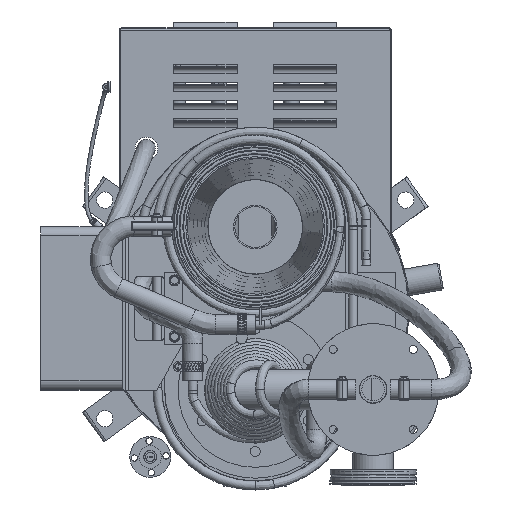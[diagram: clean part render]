
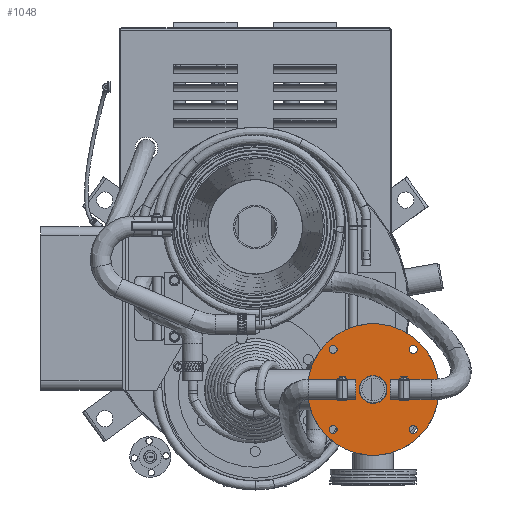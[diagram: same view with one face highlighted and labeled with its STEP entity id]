
A CAD part, top view. The second image highlights one B-rep face of the part: STEP entity #1048.
In plain terms, the highlighted planar face has unit normal (0, 0, 1).
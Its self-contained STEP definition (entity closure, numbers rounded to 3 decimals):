
#1048=ADVANCED_FACE('',(#37180,#37182,#37184,#37186,#37188,#37190),#37192,.F.);
#37180=FACE_BOUND('',#37181,.T.);
#37181=EDGE_LOOP('',(#44881));
#37182=FACE_BOUND('',#37183,.T.);
#37183=EDGE_LOOP('',(#44882));
#37184=FACE_BOUND('',#37185,.T.);
#37185=EDGE_LOOP('',(#44883));
#37186=FACE_BOUND('',#37187,.T.);
#37187=EDGE_LOOP('',(#44884));
#37188=FACE_BOUND('',#37189,.T.);
#37189=EDGE_LOOP('',(#44885));
#37190=FACE_BOUND('',#37191,.T.);
#37191=EDGE_LOOP('',(#44886));
#37192=PLANE('',#37193);
#37193=AXIS2_PLACEMENT_3D('',#37194,#37195,#37196);
#37194=CARTESIAN_POINT('',(130.,-90.,939.5));
#37195=DIRECTION('',(0.,0.,-1.));
#37196=DIRECTION('',(-0.707,0.707,0.));
#44881=ORIENTED_EDGE('',*,*,#49470,.F.);
#44882=ORIENTED_EDGE('',*,*,#49471,.T.);
#44883=ORIENTED_EDGE('',*,*,#49472,.T.);
#44884=ORIENTED_EDGE('',*,*,#49473,.T.);
#44885=ORIENTED_EDGE('',*,*,#49474,.T.);
#44886=ORIENTED_EDGE('',*,*,#49475,.T.);
#49470=EDGE_CURVE('',#56165,#56165,#56166,.T.);
#49471=EDGE_CURVE('',#56167,#56167,#56168,.T.);
#49472=EDGE_CURVE('',#56169,#56169,#56170,.T.);
#49473=EDGE_CURVE('',#56171,#56171,#56172,.T.);
#49474=EDGE_CURVE('',#56173,#56173,#56174,.T.);
#49475=EDGE_CURVE('',#56175,#56175,#56176,.T.);
#56165=VERTEX_POINT('',#107765);
#56166=CIRCLE('',#107766,72.5);
#56167=VERTEX_POINT('',#107770);
#56168=CIRCLE('',#107771,4.5);
#56169=VERTEX_POINT('',#107775);
#56170=CIRCLE('',#107776,4.5);
#56171=VERTEX_POINT('',#107780);
#56172=CIRCLE('',#107781,4.5);
#56173=VERTEX_POINT('',#107785);
#56174=CIRCLE('',#107786,15.25);
#56175=VERTEX_POINT('',#107790);
#56176=CIRCLE('',#107791,4.5);
#107765=CARTESIAN_POINT('',(78.735,-38.735,939.5));
#107766=AXIS2_PLACEMENT_3D('',#107767,#107768,#107769);
#107767=CARTESIAN_POINT('',(130.,-90.,939.5));
#107768=DIRECTION('',(0.,0.,-1.));
#107769=DIRECTION('',(-0.707,0.707,0.));
#107770=CARTESIAN_POINT('',(171.012,-131.012,939.5));
#107771=AXIS2_PLACEMENT_3D('',#107772,#107773,#107774);
#107772=CARTESIAN_POINT('',(174.194,-134.194,939.5));
#107773=DIRECTION('',(0.,0.,-1.));
#107774=DIRECTION('',(-0.707,0.707,0.));
#107775=CARTESIAN_POINT('',(88.988,-131.012,939.5));
#107776=AXIS2_PLACEMENT_3D('',#107777,#107778,#107779);
#107777=CARTESIAN_POINT('',(85.806,-134.194,939.5));
#107778=DIRECTION('',(0.,0.,-1.));
#107779=DIRECTION('',(0.707,0.707,0.));
#107780=CARTESIAN_POINT('',(88.988,-48.988,939.5));
#107781=AXIS2_PLACEMENT_3D('',#107782,#107783,#107784);
#107782=CARTESIAN_POINT('',(85.806,-45.806,939.5));
#107783=DIRECTION('',(0.,0.,-1.));
#107784=DIRECTION('',(0.707,-0.707,0.));
#107785=CARTESIAN_POINT('',(119.217,-100.783,939.5));
#107786=AXIS2_PLACEMENT_3D('',#107787,#107788,#107789);
#107787=CARTESIAN_POINT('',(130.,-90.,939.5));
#107788=DIRECTION('',(0.,0.,-1.));
#107789=DIRECTION('',(-0.707,-0.707,0.));
#107790=CARTESIAN_POINT('',(171.012,-48.988,939.5));
#107791=AXIS2_PLACEMENT_3D('',#107792,#107793,#107794);
#107792=CARTESIAN_POINT('',(174.194,-45.806,939.5));
#107793=DIRECTION('',(0.,0.,-1.));
#107794=DIRECTION('',(-0.707,-0.707,0.));
